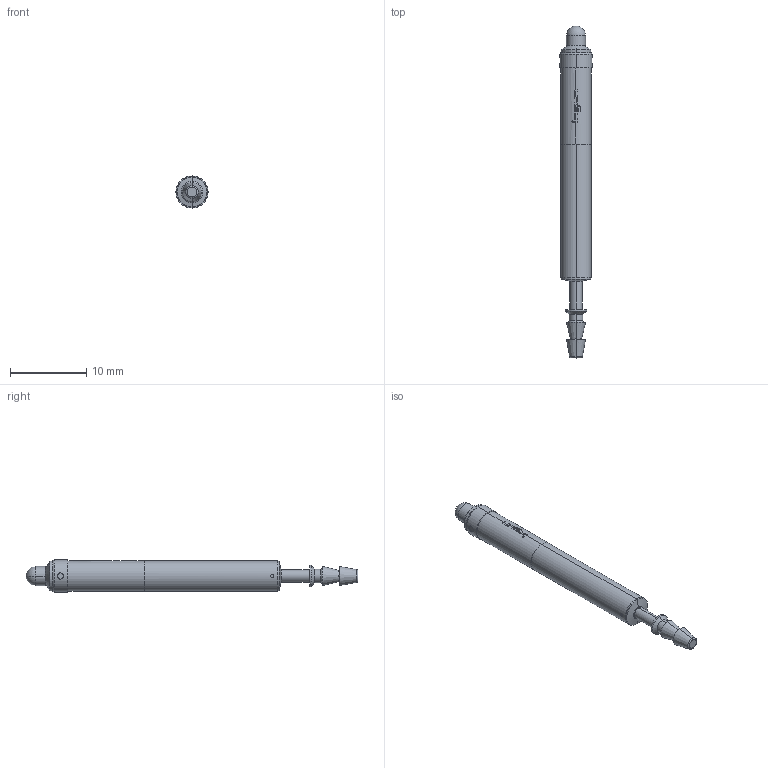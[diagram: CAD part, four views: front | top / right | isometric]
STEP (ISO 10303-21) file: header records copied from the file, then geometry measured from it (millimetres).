
FILE_DESCRIPTION (( 'STEP AP203' ), '1' );
FILE_NAME ('INGUN_PKS-420_205_250_R_xx02_2H.STEP', '2022-02-28T11:09:15', ( 'ochi' ), ( '' ), 'SwSTEP 2.0', 'SolidWorks 2018', '' );
FILE_SCHEMA (( 'CONFIG_CONTROL_DESIGN' ));
Length unit declared in the file: millimetre
Products named in the file (1): INGUN_PKS-420_205_250_R_xx02_2H
Bounding box: 4.2 x 43.5 x 4.2 mm (x, y, z)
Volume: 420.9 mm3; surface area: 495.7 mm2
Topology: 1 solids, 1 shells, 146 faces, 372 edges, 239 vertices
Faces by surface type: plane 53, cylinder 45, bspline 22, torus 12, cone 12, sphere 2
Entity records: 5500 total; most frequent: CARTESIAN_POINT 2367, ORIENTED_EDGE 736, DIRECTION 470, EDGE_CURVE 368, VERTEX_POINT 237, B_SPLINE_CURVE_WITH_KNOTS 230, AXIS2_PLACEMENT_3D 207, EDGE_LOOP 159
